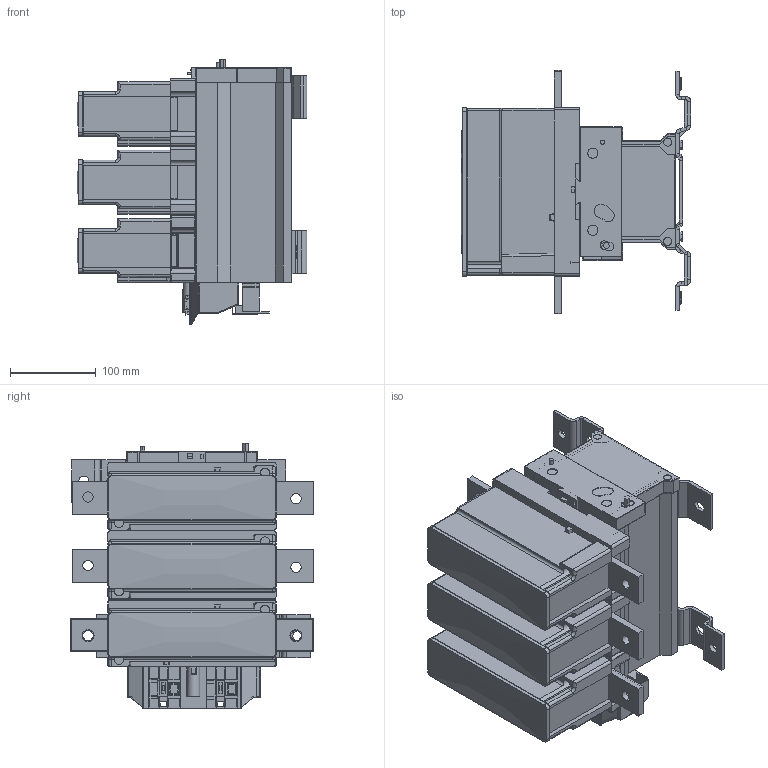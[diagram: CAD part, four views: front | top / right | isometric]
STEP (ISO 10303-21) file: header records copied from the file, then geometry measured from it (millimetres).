
FILE_DESCRIPTION (( 'STEP AP214' ), '1' );
FILE_NAME ('BLC1F800L7.STEP', '2020-10-01T10:01:30', ( '' ), ( '' ), 'SwSTEP 2.0', 'SolidWorks 2017', '' );
FILE_SCHEMA (( 'AUTOMOTIVE_DESIGN' ));
Length unit declared in the file: millimetre
Products named in the file (4): BRACKET-001; BLC1F800; BLC1F800L7; BOLT
Assembly tree (11 placements, depth 2):
  BLC1F800L7
    BLC1F800
    BRACKET-001  x2
    BOLT  x8
Bounding box: 268.48 x 284 x 310.5 mm (x, y, z)
Volume: 5326547.7 mm3; surface area: 977397.1 mm2
Topology: 25 solids, 25 shells, 1762 faces, 4634 edges, 2975 vertices
Faces by surface type: plane 1269, cylinder 466, torus 20, bspline 6, sphere 1
Entity records: 46930 total; most frequent: CARTESIAN_POINT 9182, ORIENTED_EDGE 8018, DIRECTION 7367, EDGE_CURVE 4009, VECTOR 3343, LINE 3343, VERTEX_POINT 2615, AXIS2_PLACEMENT_3D 2012
